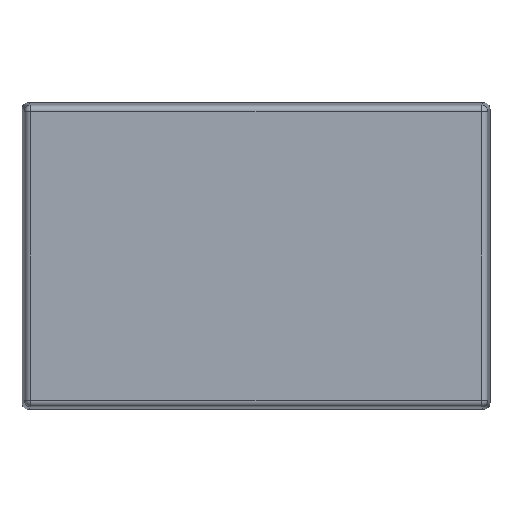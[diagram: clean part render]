
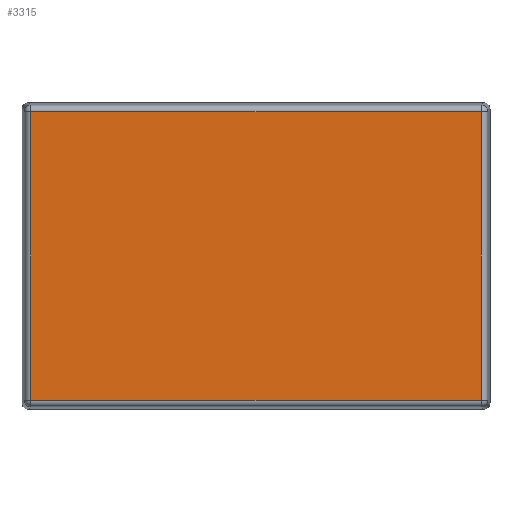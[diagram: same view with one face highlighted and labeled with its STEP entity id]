
A CAD part, front view. The second image highlights one B-rep face of the part: STEP entity #3315.
In plain terms, the highlighted face is planar.
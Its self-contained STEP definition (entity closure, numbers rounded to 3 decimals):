
#374=PLANE('',#3616);
#502=FACE_OUTER_BOUND('',#717,.T.);
#717=EDGE_LOOP('',(#2483,#2484,#2485,#2486));
#951=LINE('',#5221,#1195);
#953=LINE('',#5224,#1197);
#957=LINE('',#5233,#1201);
#961=LINE('',#5242,#1205);
#1195=VECTOR('',#4219,139.495);
#1197=VECTOR('',#4223,89.495);
#1201=VECTOR('',#4233,89.495);
#1205=VECTOR('',#4243,139.495);
#1494=VERTEX_POINT('',#5189);
#1497=VERTEX_POINT('',#5196);
#1499=VERTEX_POINT('',#5201);
#1501=VERTEX_POINT('',#5207);
#1861=EDGE_CURVE('',#1499,#1501,#951,.T.);
#1863=EDGE_CURVE('',#1501,#1497,#953,.T.);
#1868=EDGE_CURVE('',#1494,#1499,#957,.T.);
#1873=EDGE_CURVE('',#1497,#1494,#961,.T.);
#2483=ORIENTED_EDGE('',*,*,#1861,.F.);
#2484=ORIENTED_EDGE('',*,*,#1868,.F.);
#2485=ORIENTED_EDGE('',*,*,#1873,.F.);
#2486=ORIENTED_EDGE('',*,*,#1863,.F.);
#3315=ADVANCED_FACE('',(#502),#374,.F.);
#3616=AXIS2_PLACEMENT_3D('',#5253,#4256,#4257);
#4219=DIRECTION('',(1.,0.,0.));
#4223=DIRECTION('',(0.,1.,0.));
#4233=DIRECTION('',(0.,-1.,0.));
#4243=DIRECTION('',(-1.,0.,0.));
#4256=DIRECTION('center_axis',(0.,0.,1.));
#4257=DIRECTION('ref_axis',(1.,0.,0.));
#5189=CARTESIAN_POINT('',(-69.747,44.747,-45.1));
#5196=CARTESIAN_POINT('',(69.747,44.747,-45.1));
#5201=CARTESIAN_POINT('',(-69.747,-44.747,-45.1));
#5207=CARTESIAN_POINT('',(69.747,-44.747,-45.1));
#5221=CARTESIAN_POINT('',(0.,-44.747,-45.1));
#5224=CARTESIAN_POINT('',(69.747,0.,-45.1));
#5233=CARTESIAN_POINT('',(-69.747,0.,-45.1));
#5242=CARTESIAN_POINT('',(0.,44.747,-45.1));
#5253=CARTESIAN_POINT('Origin',(0.,0.,
-45.1));
